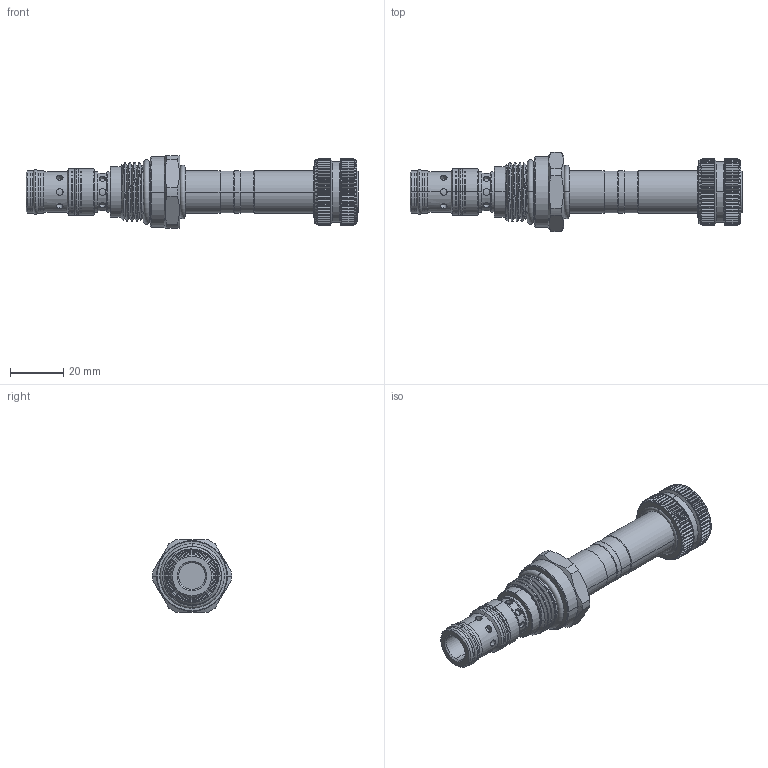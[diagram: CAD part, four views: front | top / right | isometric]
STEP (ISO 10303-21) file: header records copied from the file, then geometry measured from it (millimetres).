
FILE_DESCRIPTION (( 'STEP AP203' ), '1' );
FILE_NAME ('ES10W3C11P04.STEP', '2020-04-09T05:55:00', ( '' ), ( '' ), 'SwSTEP 2.0', 'SolidWorks 2018', '' );
FILE_SCHEMA (( 'CONFIG_CONTROL_DESIGN' ));
Length unit declared in the file: millimetre
Products named in the file (1): ES10W3C11P04
Bounding box: 124.15 x 29.6 x 27 mm (x, y, z)
Volume: 34035.2 mm3; surface area: 12571.5 mm2
Topology: 5 solids, 5 shells, 1086 faces, 2823 edges, 1785 vertices
Faces by surface type: cylinder 458, plane 444, cone 160, torus 16, bspline 8
Entity records: 37763 total; most frequent: CARTESIAN_POINT 11994, ORIENTED_EDGE 5646, DIRECTION 5074, EDGE_CURVE 2823, AXIS2_PLACEMENT_3D 1962, VERTEX_POINT 1785, LINE 1150, VECTOR 1150
